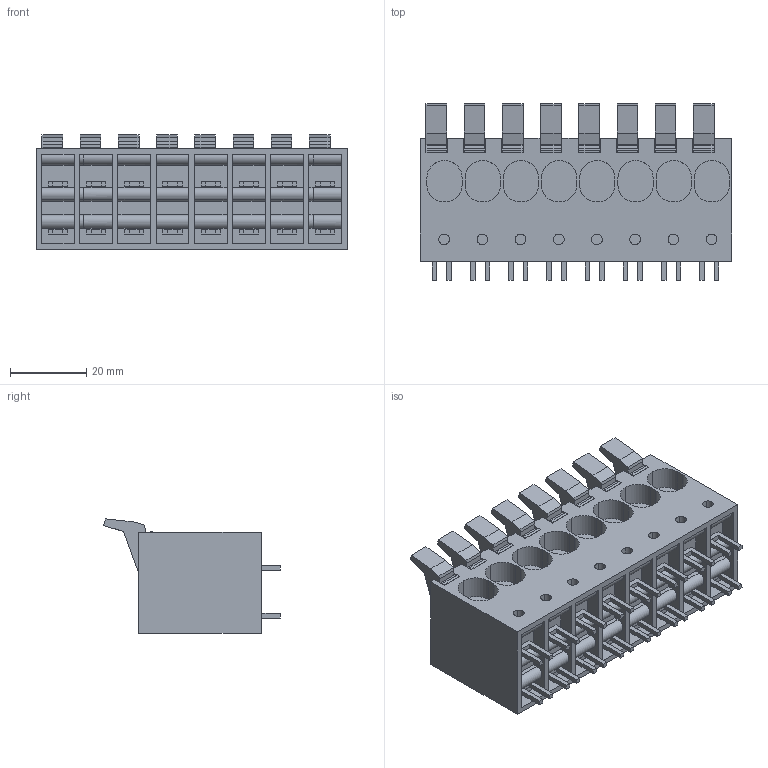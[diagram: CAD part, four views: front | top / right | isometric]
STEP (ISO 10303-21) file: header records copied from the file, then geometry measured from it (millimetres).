
FILE_DESCRIPTION(('CATIA V5R24 STEP','CAx-IF Rec.Pracs.--- Model Styling and Organization---1.2---2011-12-15'),'2;1');
FILE_NAME('1988660000.stp','2017-06-12T13:45:40+00:00',('Weidmueller Interface'),('WI'),'CATIA Version 5-6 Release 2014 SP4 HF52','CATIA V5 STEP AP214','none');
FILE_SCHEMA(('AUTOMOTIVE_DESIGN { 1 0 10303 214 1 1 1 1 }'));
Length unit declared in the file: millimetre
Products named in the file (1): 1988660000
Bounding box: 81.58 x 46.24 x 29.9 mm (x, y, z)
Volume: 59787.8 mm3; surface area: 21585.3 mm2
Topology: 25 solids, 25 shells, 570 faces, 1580 edges, 1084 vertices
Faces by surface type: plane 454, cylinder 116
Entity records: 18392 total; most frequent: CARTESIAN_POINT 3980, ORIENTED_EDGE 3160, DIRECTION 2363, EDGE_CURVE 1580, VECTOR 1324, LINE 1324, VERTEX_POINT 1084, AXIS2_PLACEMENT_3D 621
